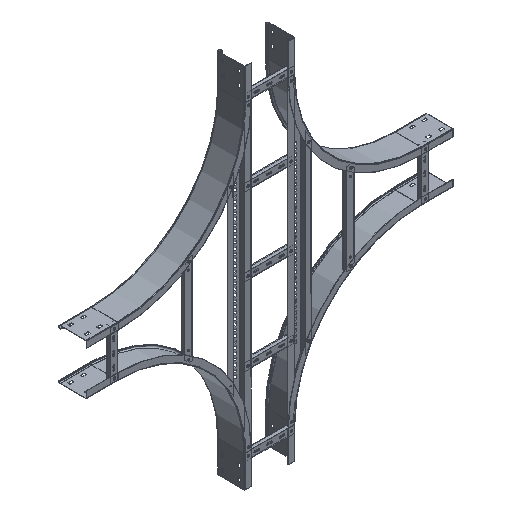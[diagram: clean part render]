
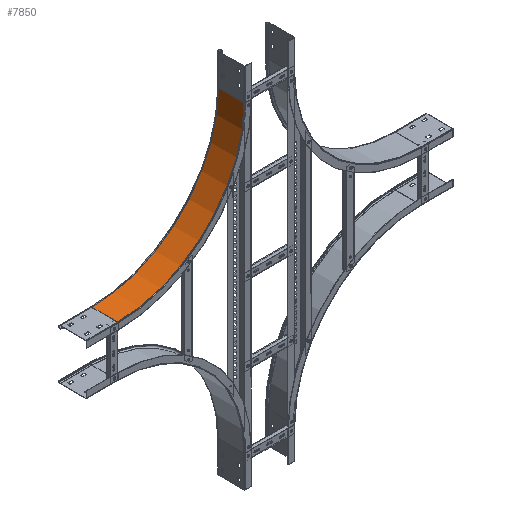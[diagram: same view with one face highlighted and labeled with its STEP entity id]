
A CAD part, isometric view. The second image highlights one B-rep face of the part: STEP entity #7850.
In plain terms, the highlighted cylindrical face has radius 500 mm (diameter 1000 mm), a partial arc.
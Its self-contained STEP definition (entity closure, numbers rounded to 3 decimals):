
#442 = EDGE_CURVE ( 'NONE', #14319, #4880, #31677, .T. ) ;
#875 = ORIENTED_EDGE ( 'NONE', *, *, #442, .F. ) ;
#879 = CYLINDRICAL_SURFACE ( 'NONE', #13236, 500. ) ;
#2749 = ORIENTED_EDGE ( 'NONE', *, *, #18991, .T. ) ;
#3076 = AXIS2_PLACEMENT_3D ( 'NONE', #23791, #11056, #18524 ) ;
#3175 = ORIENTED_EDGE ( 'NONE', *, *, #6878, .T. ) ;
#3724 = EDGE_CURVE ( 'NONE', #4880, #16753, #31707, .T. ) ;
#3745 = CARTESIAN_POINT ( 'NONE',  ( 500., 0., 0. ) ) ;
#4880 = VERTEX_POINT ( 'NONE', #10273 ) ;
#5163 = DIRECTION ( 'NONE',  ( 0., 1., 0. ) ) ;
#5872 = ORIENTED_EDGE ( 'NONE', *, *, #3724, .F. ) ;
#6534 = CARTESIAN_POINT ( 'NONE',  ( 146.447, 104., -353.553 ) ) ;
#6878 = EDGE_CURVE ( 'NONE', #28028, #16753, #18576, .T. ) ;
#7850 = ADVANCED_FACE ( 'NONE', ( #20566 ), #879, .F. ) ;
#7991 = CARTESIAN_POINT ( 'NONE',  ( 146.447, 2.5, 353.553 ) ) ;
#10273 = CARTESIAN_POINT ( 'NONE',  ( 146.447, 104., 353.553 ) ) ;
#10355 = CARTESIAN_POINT ( 'NONE',  ( 146.447, 2.5, -353.553 ) ) ;
#11056 = DIRECTION ( 'NONE',  ( 0., -1., 0. ) ) ;
#11327 = DIRECTION ( 'NONE',  ( -0.707, 0., 0.707 ) ) ;
#12732 = CIRCLE ( 'NONE', #24411, 500. ) ;
#13236 = AXIS2_PLACEMENT_3D ( 'NONE', #3745, #16832, #29625 ) ;
#13256 = CARTESIAN_POINT ( 'NONE',  ( 146.447, 2.5, -353.553 ) ) ;
#14319 = VERTEX_POINT ( 'NONE', #7991 ) ;
#14346 = DIRECTION ( 'NONE',  ( 0., 1., 0. ) ) ;
#15213 = VECTOR ( 'NONE', #14346, 1000. ) ;
#16753 = VERTEX_POINT ( 'NONE', #6534 ) ;
#16832 = DIRECTION ( 'NONE',  ( 0., -1., 0. ) ) ;
#17150 = CARTESIAN_POINT ( 'NONE',  ( 146.447, 2.5, 353.553 ) ) ;
#18524 = DIRECTION ( 'NONE',  ( -0.707, 0., 0.707 ) ) ;
#18576 = LINE ( 'NONE', #10355, #23413 ) ;
#18991 = EDGE_CURVE ( 'NONE', #14319, #28028, #12732, .T. ) ;
#19137 = DIRECTION ( 'NONE',  ( 0., -1., 0. ) ) ;
#20566 = FACE_OUTER_BOUND ( 'NONE', #30526, .T. ) ;
#23413 = VECTOR ( 'NONE', #5163, 1000. ) ;
#23791 = CARTESIAN_POINT ( 'NONE',  ( 500., 104., 0. ) ) ;
#24411 = AXIS2_PLACEMENT_3D ( 'NONE', #24418, #19137, #11327 ) ;
#24418 = CARTESIAN_POINT ( 'NONE',  ( 500., 2.5, 0. ) ) ;
#28028 = VERTEX_POINT ( 'NONE', #13256 ) ;
#29625 = DIRECTION ( 'NONE',  ( 0., 0., -1. ) ) ;
#30526 = EDGE_LOOP ( 'NONE', ( #5872, #875, #2749, #3175 ) ) ;
#31677 = LINE ( 'NONE', #17150, #15213 ) ;
#31707 = CIRCLE ( 'NONE', #3076, 500. ) ;
